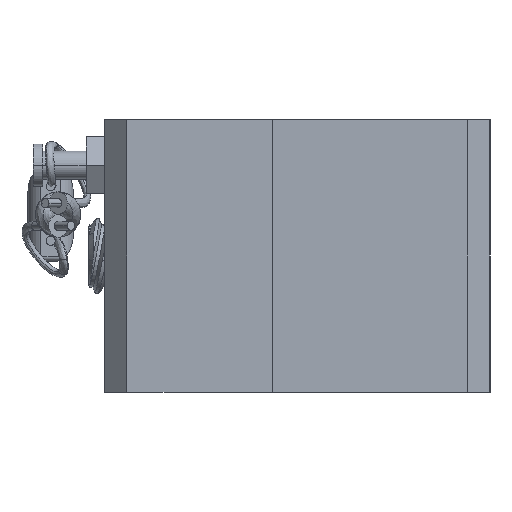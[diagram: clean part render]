
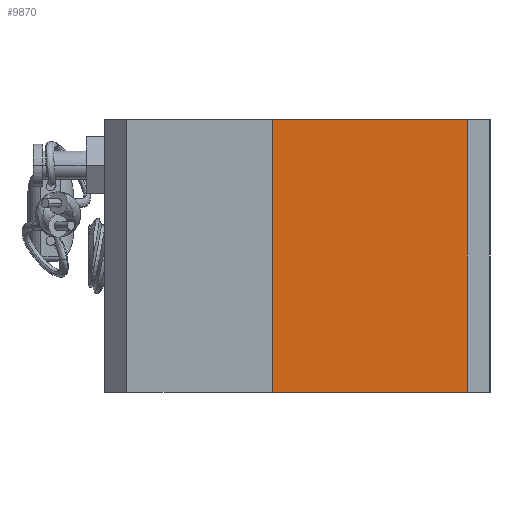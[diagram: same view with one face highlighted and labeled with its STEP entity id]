
A CAD part, left-side view. The second image highlights one B-rep face of the part: STEP entity #9870.
In plain terms, the highlighted planar face has unit normal (-1, 0, 0).
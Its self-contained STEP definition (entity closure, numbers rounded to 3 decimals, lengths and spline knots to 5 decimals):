
#639 = CARTESIAN_POINT ( 'NONE',  ( -0.375, 0., 0.3 ) ) ;
#880 = ORIENTED_EDGE ( 'NONE', *, *, #5506, .T. ) ;
#2357 = VECTOR ( 'NONE', #20572, 39.37008 ) ;
#2529 = AXIS2_PLACEMENT_3D ( 'NONE', #17021, #12359, #8007 ) ;
#2867 = EDGE_CURVE ( 'NONE', #21816, #28584, #10751, .T. ) ;
#3138 = VECTOR ( 'NONE', #4337, 39.37008 ) ;
#4337 = DIRECTION ( 'NONE',  ( 0., -1., 0. ) ) ;
#5400 = ORIENTED_EDGE ( 'NONE', *, *, #18309, .F. ) ;
#5506 = EDGE_CURVE ( 'NONE', #7862, #5933, #26827, .T. ) ;
#5569 = CARTESIAN_POINT ( 'NONE',  ( -0.375, 0., -0.3 ) ) ;
#5661 = ORIENTED_EDGE ( 'NONE', *, *, #2867, .F. ) ;
#5933 = VERTEX_POINT ( 'NONE', #17842 ) ;
#7862 = VERTEX_POINT ( 'NONE', #5569 ) ;
#8007 = DIRECTION ( 'NONE',  ( 0., 0., -1. ) ) ;
#8780 = VECTOR ( 'NONE', #11988, 39.37008 ) ;
#9416 = LINE ( 'NONE', #27962, #22635 ) ;
#9870 = ADVANCED_FACE ( 'NONE', ( #13818 ), #21320, .F. ) ;
#10751 = LINE ( 'NONE', #27456, #8780 ) ;
#11492 = CARTESIAN_POINT ( 'NONE',  ( -0.375, 0., 0.3 ) ) ;
#11988 = DIRECTION ( 'NONE',  ( 0., -1., 0. ) ) ;
#12359 = DIRECTION ( 'NONE',  ( 1., 0., 0. ) ) ;
#12563 = EDGE_LOOP ( 'NONE', ( #880, #19129, #5661, #5400 ) ) ;
#13183 = CARTESIAN_POINT ( 'NONE',  ( -0.375, 0., -0.3 ) ) ;
#13818 = FACE_OUTER_BOUND ( 'NONE', #12563, .T. ) ;
#14819 = DIRECTION ( 'NONE',  ( 0., 0., 1. ) ) ;
#17021 = CARTESIAN_POINT ( 'NONE',  ( -0.375, 0., 0.3 ) ) ;
#17842 = CARTESIAN_POINT ( 'NONE',  ( -0.375, -0.43, -0.3 ) ) ;
#18309 = EDGE_CURVE ( 'NONE', #7862, #21816, #20121, .T. ) ;
#19129 = ORIENTED_EDGE ( 'NONE', *, *, #26329, .T. ) ;
#20121 = LINE ( 'NONE', #639, #2357 ) ;
#20572 = DIRECTION ( 'NONE',  ( 0., 0., 1. ) ) ;
#21320 = PLANE ( 'NONE',  #2529 ) ;
#21816 = VERTEX_POINT ( 'NONE', #11492 ) ;
#22635 = VECTOR ( 'NONE', #14819, 39.37008 ) ;
#25416 = CARTESIAN_POINT ( 'NONE',  ( -0.375, -0.43, 0.3 ) ) ;
#26329 = EDGE_CURVE ( 'NONE', #5933, #28584, #9416, .T. ) ;
#26827 = LINE ( 'NONE', #13183, #3138 ) ;
#27456 = CARTESIAN_POINT ( 'NONE',  ( -0.375, 0., 0.3 ) ) ;
#27962 = CARTESIAN_POINT ( 'NONE',  ( -0.375, -0.43, 0.3 ) ) ;
#28584 = VERTEX_POINT ( 'NONE', #25416 ) ;
